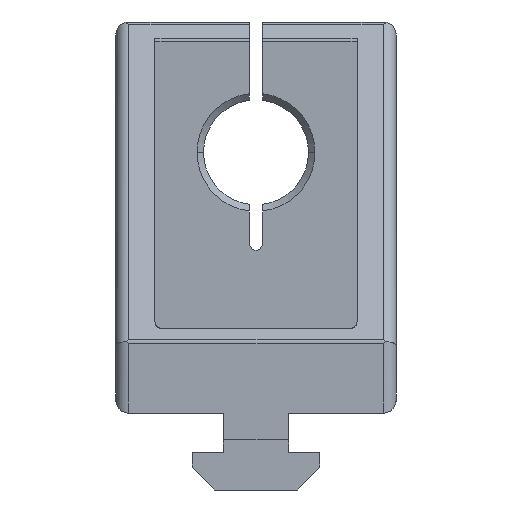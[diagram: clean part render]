
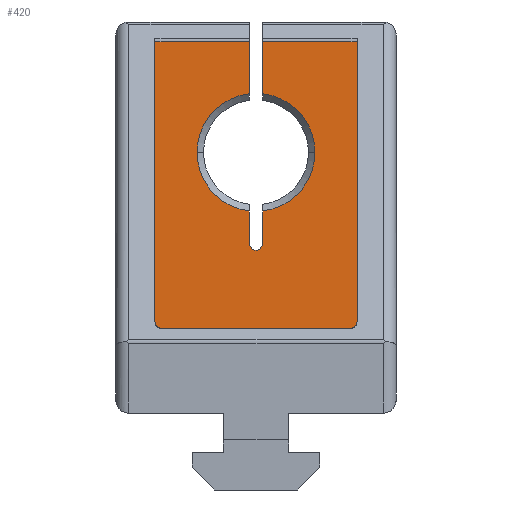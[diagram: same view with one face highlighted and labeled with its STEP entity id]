
A CAD part, left-side view. The second image highlights one B-rep face of the part: STEP entity #420.
In plain terms, the highlighted planar face has unit normal (-1, 0, 0).
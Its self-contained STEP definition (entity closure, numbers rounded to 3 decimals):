
#420=ADVANCED_FACE('1304',(#990),#991,.F.);
#990=FACE_OUTER_BOUND('',#1719,.T.);
#991=PLANE('',#1720);
#1719=EDGE_LOOP('',(#2964,#2965,#2966,#2967,#2968,#2969,#2970,#2971,#2972,#2973,#2974,#2975,#2976,#2977,#2978,#2979));
#1720=AXIS2_PLACEMENT_3D('',#2980,#2981,#2982);
#2964=ORIENTED_EDGE('',*,*,#4630,.T.);
#2965=ORIENTED_EDGE('',*,*,#4641,.F.);
#2966=ORIENTED_EDGE('',*,*,#4310,.F.);
#2967=ORIENTED_EDGE('',*,*,#4623,.T.);
#2968=ORIENTED_EDGE('',*,*,#4620,.F.);
#2969=ORIENTED_EDGE('',*,*,#4617,.F.);
#2970=ORIENTED_EDGE('',*,*,#4318,.F.);
#2971=ORIENTED_EDGE('',*,*,#4642,.F.);
#2972=ORIENTED_EDGE('',*,*,#4610,.F.);
#2973=ORIENTED_EDGE('',*,*,#4643,.F.);
#2974=ORIENTED_EDGE('',*,*,#4644,.T.);
#2975=ORIENTED_EDGE('',*,*,#4645,.T.);
#2976=ORIENTED_EDGE('',*,*,#4646,.T.);
#2977=ORIENTED_EDGE('',*,*,#4647,.T.);
#2978=ORIENTED_EDGE('',*,*,#4639,.F.);
#2979=ORIENTED_EDGE('',*,*,#4635,.F.);
#2980=CARTESIAN_POINT('',(-16.0,15.5,17.278));
#2981=DIRECTION('',(1.0,0.0,0.0));
#2982=DIRECTION('',(0.0,0.0,-1.0));
#4310=EDGE_CURVE('1768',#5148,#5146,#5150,.T.);
#4318=EDGE_CURVE('1773',#5161,#5163,#5164,.T.);
#4610=EDGE_CURVE('3129',#5607,#5609,#5610,.T.);
#4617=EDGE_CURVE('1794',#5163,#5619,#5620,.T.);
#4620=EDGE_CURVE('1723',#5619,#5623,#5624,.T.);
#4623=EDGE_CURVE('1787',#5148,#5623,#5627,.T.);
#4630=EDGE_CURVE('3128',#5637,#5635,#5638,.T.);
#4635=EDGE_CURVE('3101',#5637,#5643,#5644,.T.);
#4639=EDGE_CURVE('3151',#5643,#5647,#5649,.T.);
#4641=EDGE_CURVE('1768',#5146,#5635,#5651,.T.);
#4642=EDGE_CURVE('1773',#5609,#5161,#5652,.T.);
#4643=EDGE_CURVE('3107',#5653,#5607,#5654,.T.);
#4644=EDGE_CURVE('3150',#5653,#5655,#5656,.T.);
#4645=EDGE_CURVE('3046',#5655,#5657,#5658,.T.);
#4646=EDGE_CURVE('3060',#5657,#5659,#5660,.T.);
#4647=EDGE_CURVE('3042',#5659,#5647,#5661,.T.);
#5146=VERTEX_POINT('',#6378);
#5148=VERTEX_POINT('',#6381);
#5150=CIRCLE('',#6388,9.05);
#5161=VERTEX_POINT('',#6401);
#5163=VERTEX_POINT('',#6404);
#5164=CIRCLE('',#6405,9.05);
#5607=VERTEX_POINT('',#7113);
#5609=VERTEX_POINT('',#7115);
#5610=LINE('',#7116,#7117);
#5619=VERTEX_POINT('',#7137);
#5620=LINE('',#7138,#7139);
#5623=VERTEX_POINT('',#7143);
#5624=CIRCLE('',#7144,1.0);
#5627=LINE('',#7148,#7149);
#5635=VERTEX_POINT('',#7163);
#5637=VERTEX_POINT('',#7170);
#5638=LINE('',#7171,#7172);
#5643=VERTEX_POINT('',#7177);
#5644=LINE('',#7178,#7179);
#5647=VERTEX_POINT('',#7182);
#5649=LINE('',#7185,#7186);
#5651=CIRCLE('',#7188,9.05);
#5652=CIRCLE('',#7189,9.05);
#5653=VERTEX_POINT('',#7190);
#5654=LINE('',#7191,#7192);
#5655=VERTEX_POINT('',#7193);
#5656=LINE('',#7194,#7195);
#5657=VERTEX_POINT('',#7196);
#5658=CIRCLE('',#7197,1.0);
#5659=VERTEX_POINT('',#7198);
#5660=LINE('',#7199,#7200);
#5661=CIRCLE('',#7201,1.0);
#6378=CARTESIAN_POINT('',(-16.0,-9.05,0.));
#6381=CARTESIAN_POINT('',(-16.0,-1.0,-8.995));
#6388=AXIS2_PLACEMENT_3D('',#8273,#8274,#8275);
#6401=CARTESIAN_POINT('',(-16.0,9.05,0.));
#6404=CARTESIAN_POINT('',(-16.0,1.0,-8.995));
#6405=AXIS2_PLACEMENT_3D('',#8285,#8286,#8287);
#7113=CARTESIAN_POINT('',(-16.0,1.0,16.95));
#7115=CARTESIAN_POINT('',(-16.0,1.0,8.995));
#7116=CARTESIAN_POINT('',(-16.0,1.0,16.95));
#7117=VECTOR('',#8585,7.955);
#7137=CARTESIAN_POINT('',(-16.0,1.0,-14.0));
#7138=CARTESIAN_POINT('',(-16.0,1.0,-8.995));
#7139=VECTOR('',#8590,5.005);
#7143=CARTESIAN_POINT('',(-16.0,-1.0,-14.0));
#7144=AXIS2_PLACEMENT_3D('',#8592,#8593,#8594);
#7148=CARTESIAN_POINT('',(-16.0,-1.0,-8.995));
#7149=VECTOR('',#8596,5.005);
#7163=CARTESIAN_POINT('',(-16.0,-1.0,8.995));
#7170=CARTESIAN_POINT('',(-16.0,-1.0,16.95));
#7171=CARTESIAN_POINT('',(-16.0,-1.0,16.95));
#7172=VECTOR('',#8601,7.955);
#7177=CARTESIAN_POINT('',(-16.0,-15.5,16.95));
#7178=CARTESIAN_POINT('',(-16.0,-1.0,16.95));
#7179=VECTOR('',#8608,14.5);
#7182=CARTESIAN_POINT('',(-16.0,-15.5,-26.0));
#7185=CARTESIAN_POINT('',(-16.0,-15.5,16.95));
#7186=VECTOR('',#8613,42.95);
#7188=AXIS2_PLACEMENT_3D('',#8614,#8615,#8616);
#7189=AXIS2_PLACEMENT_3D('',#8617,#8618,#8619);
#7190=CARTESIAN_POINT('',(-16.0,15.5,16.95));
#7191=CARTESIAN_POINT('',(-16.0,15.5,16.95));
#7192=VECTOR('',#8620,14.5);
#7193=CARTESIAN_POINT('',(-16.0,15.5,-26.0));
#7194=CARTESIAN_POINT('',(-16.0,15.5,16.95));
#7195=VECTOR('',#8621,42.95);
#7196=CARTESIAN_POINT('',(-16.0,14.5,-27.0));
#7197=AXIS2_PLACEMENT_3D('',#8622,#8623,#8624);
#7198=CARTESIAN_POINT('',(-16.0,-14.5,-27.0));
#7199=CARTESIAN_POINT('',(-16.0,14.5,-27.0));
#7200=VECTOR('',#8625,29.0);
#7201=AXIS2_PLACEMENT_3D('',#8626,#8627,#8628);
#8273=CARTESIAN_POINT('',(-16.0,0.0,0.0));
#8274=DIRECTION('',(-1.0,-0.0,0.0));
#8275=DIRECTION('',(0.0,-0.11,-0.994));
#8285=CARTESIAN_POINT('',(-16.0,0.0,0.0));
#8286=DIRECTION('',(-1.0,0.0,0.0));
#8287=DIRECTION('',(0.0,0.11,0.994));
#8585=DIRECTION('',(0.0,0.0,-1.0));
#8590=DIRECTION('',(0.0,0.0,-1.0));
#8592=CARTESIAN_POINT('',(-16.0,0.0,-14.0));
#8593=DIRECTION('',(-1.0,0.0,0.0));
#8594=DIRECTION('',(0.0,1.0,0.));
#8596=DIRECTION('',(0.0,0.0,-1.0));
#8601=DIRECTION('',(0.0,0.0,-1.0));
#8608=DIRECTION('',(0.0,-1.0,0.0));
#8613=DIRECTION('',(0.0,0.0,-1.0));
#8614=CARTESIAN_POINT('',(-16.0,0.0,0.0));
#8615=DIRECTION('',(-1.0,-0.0,0.0));
#8616=DIRECTION('',(0.0,-0.11,-0.994));
#8617=CARTESIAN_POINT('',(-16.0,0.0,0.0));
#8618=DIRECTION('',(-1.0,0.0,0.0));
#8619=DIRECTION('',(0.0,0.11,0.994));
#8620=DIRECTION('',(0.0,-1.0,0.0));
#8621=DIRECTION('',(0.0,0.0,-1.0));
#8622=CARTESIAN_POINT('',(-16.0,14.5,-26.0));
#8623=DIRECTION('',(-1.0,0.0,0.0));
#8624=DIRECTION('',(0.0,1.0,0.0));
#8625=DIRECTION('',(0.0,-1.0,0.0));
#8626=CARTESIAN_POINT('',(-16.0,-14.5,-26.0));
#8627=DIRECTION('',(-1.0,0.0,0.0));
#8628=DIRECTION('',(0.0,0.0,-1.0));
